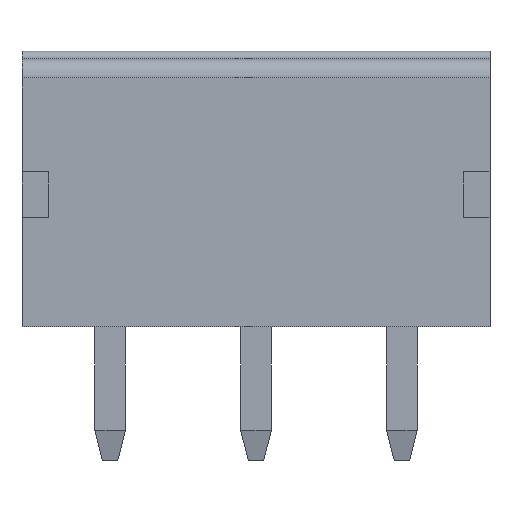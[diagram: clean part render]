
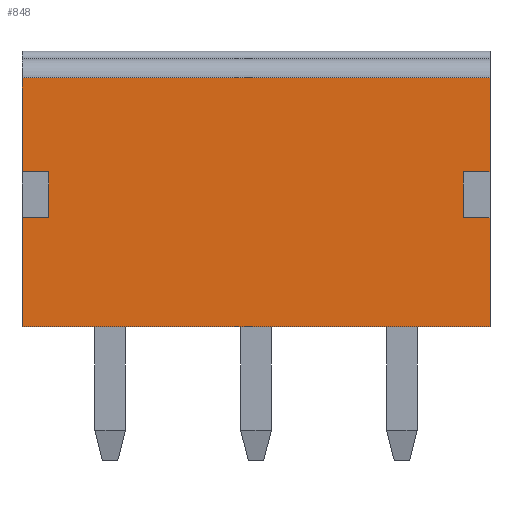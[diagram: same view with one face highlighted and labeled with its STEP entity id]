
A CAD part, front view. The second image highlights one B-rep face of the part: STEP entity #848.
In plain terms, the highlighted planar face has unit normal (0, -1, 0).
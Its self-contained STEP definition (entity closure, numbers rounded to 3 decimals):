
#779 = VERTEX_POINT('',#780);
#780 = CARTESIAN_POINT('',(6.105,-1.2,2.95));
#786 = EDGE_CURVE('',#779,#787,#789,.T.);
#787 = VERTEX_POINT('',#788);
#788 = CARTESIAN_POINT('',(6.105,-1.2,0.1));
#789 = LINE('',#790,#791);
#790 = CARTESIAN_POINT('',(6.105,-1.2,7.1));
#791 = VECTOR('',#792,1.);
#792 = DIRECTION('',(0.,0.,-1.));
#814 = VERTEX_POINT('',#815);
#815 = CARTESIAN_POINT('',(6.105,-1.2,6.6));
#822 = EDGE_CURVE('',#814,#823,#825,.T.);
#823 = VERTEX_POINT('',#824);
#824 = CARTESIAN_POINT('',(6.105,-1.2,4.15));
#825 = LINE('',#826,#827);
#826 = CARTESIAN_POINT('',(6.105,-1.2,7.1));
#827 = VECTOR('',#828,1.);
#828 = DIRECTION('',(0.,0.,-1.));
#848 = ADVANCED_FACE('',(#849),#929,.T.);
#849 = FACE_BOUND('',#850,.T.);
#850 = EDGE_LOOP('',(#851,#859,#860,#868,#876,#884,#892,#900,#908,#914,
    #915,#923));
#851 = ORIENTED_EDGE('',*,*,#852,.F.);
#852 = EDGE_CURVE('',#823,#853,#855,.T.);
#853 = VERTEX_POINT('',#854);
#854 = CARTESIAN_POINT('',(5.405,-1.2,4.15));
#855 = LINE('',#856,#857);
#856 = CARTESIAN_POINT('',(6.105,-1.2,4.15));
#857 = VECTOR('',#858,1.);
#858 = DIRECTION('',(-1.,0.,0.));
#859 = ORIENTED_EDGE('',*,*,#822,.F.);
#860 = ORIENTED_EDGE('',*,*,#861,.T.);
#861 = EDGE_CURVE('',#814,#862,#864,.T.);
#862 = VERTEX_POINT('',#863);
#863 = CARTESIAN_POINT('',(-6.115,-1.2,6.6));
#864 = LINE('',#865,#866);
#865 = CARTESIAN_POINT('',(-25.165,-1.2,6.6));
#866 = VECTOR('',#867,1.);
#867 = DIRECTION('',(-1.,0.,0.));
#868 = ORIENTED_EDGE('',*,*,#869,.T.);
#869 = EDGE_CURVE('',#862,#870,#872,.T.);
#870 = VERTEX_POINT('',#871);
#871 = CARTESIAN_POINT('',(-6.115,-1.2,4.15));
#872 = LINE('',#873,#874);
#873 = CARTESIAN_POINT('',(-6.115,-1.2,7.1));
#874 = VECTOR('',#875,1.);
#875 = DIRECTION('',(0.,0.,-1.));
#876 = ORIENTED_EDGE('',*,*,#877,.T.);
#877 = EDGE_CURVE('',#870,#878,#880,.T.);
#878 = VERTEX_POINT('',#879);
#879 = CARTESIAN_POINT('',(-5.415,-1.2,4.15));
#880 = LINE('',#881,#882);
#881 = CARTESIAN_POINT('',(-6.115,-1.2,4.15));
#882 = VECTOR('',#883,1.);
#883 = DIRECTION('',(1.,0.,0.));
#884 = ORIENTED_EDGE('',*,*,#885,.T.);
#885 = EDGE_CURVE('',#878,#886,#888,.T.);
#886 = VERTEX_POINT('',#887);
#887 = CARTESIAN_POINT('',(-5.415,-1.2,2.95));
#888 = LINE('',#889,#890);
#889 = CARTESIAN_POINT('',(-5.415,-1.2,2.95));
#890 = VECTOR('',#891,1.);
#891 = DIRECTION('',(0.,0.,-1.));
#892 = ORIENTED_EDGE('',*,*,#893,.T.);
#893 = EDGE_CURVE('',#886,#894,#896,.T.);
#894 = VERTEX_POINT('',#895);
#895 = CARTESIAN_POINT('',(-6.115,-1.2,2.95));
#896 = LINE('',#897,#898);
#897 = CARTESIAN_POINT('',(-6.115,-1.2,2.95));
#898 = VECTOR('',#899,1.);
#899 = DIRECTION('',(-1.,0.,0.));
#900 = ORIENTED_EDGE('',*,*,#901,.T.);
#901 = EDGE_CURVE('',#894,#902,#904,.T.);
#902 = VERTEX_POINT('',#903);
#903 = CARTESIAN_POINT('',(-6.115,-1.2,0.1));
#904 = LINE('',#905,#906);
#905 = CARTESIAN_POINT('',(-6.115,-1.2,7.1));
#906 = VECTOR('',#907,1.);
#907 = DIRECTION('',(0.,0.,-1.));
#908 = ORIENTED_EDGE('',*,*,#909,.T.);
#909 = EDGE_CURVE('',#902,#787,#910,.T.);
#910 = LINE('',#911,#912);
#911 = CARTESIAN_POINT('',(-25.165,-1.2,0.1));
#912 = VECTOR('',#913,1.);
#913 = DIRECTION('',(1.,0.,0.));
#914 = ORIENTED_EDGE('',*,*,#786,.F.);
#915 = ORIENTED_EDGE('',*,*,#916,.F.);
#916 = EDGE_CURVE('',#917,#779,#919,.T.);
#917 = VERTEX_POINT('',#918);
#918 = CARTESIAN_POINT('',(5.405,-1.2,2.95));
#919 = LINE('',#920,#921);
#920 = CARTESIAN_POINT('',(-25.165,-1.2,2.95));
#921 = VECTOR('',#922,1.);
#922 = DIRECTION('',(1.,0.,0.));
#923 = ORIENTED_EDGE('',*,*,#924,.F.);
#924 = EDGE_CURVE('',#853,#917,#925,.T.);
#925 = LINE('',#926,#927);
#926 = CARTESIAN_POINT('',(5.405,-1.2,2.95));
#927 = VECTOR('',#928,1.);
#928 = DIRECTION('',(0.,0.,-1.));
#929 = PLANE('',#930);
#930 = AXIS2_PLACEMENT_3D('',#931,#932,#933);
#931 = CARTESIAN_POINT('',(-25.165,-1.2,7.1));
#932 = DIRECTION('',(0.,-1.,0.));
#933 = DIRECTION('',(1.,0.,0.));
